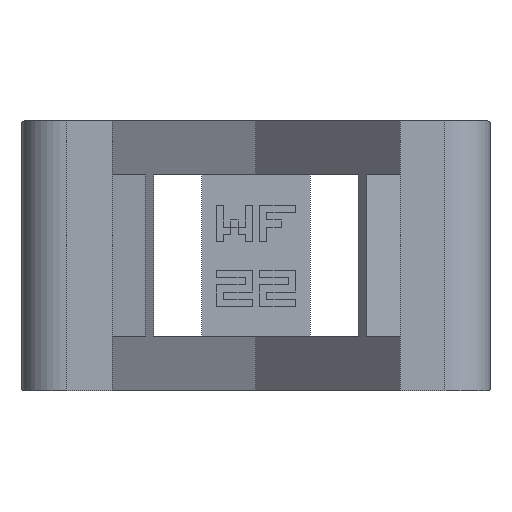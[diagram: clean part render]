
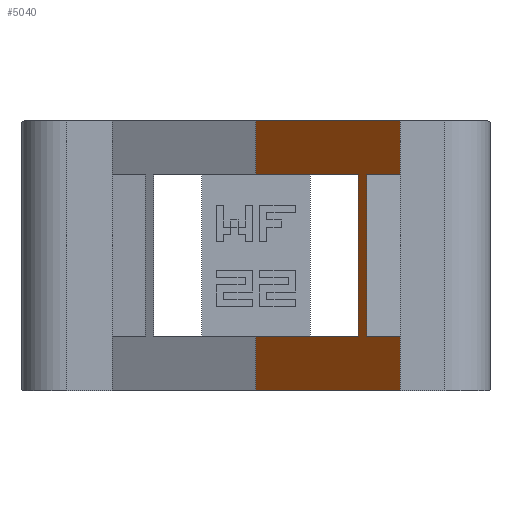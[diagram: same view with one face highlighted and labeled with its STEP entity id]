
A CAD part, left-side view. The second image highlights one B-rep face of the part: STEP entity #5040.
In plain terms, the highlighted planar face has unit normal (-0.164, 0.986, 0).
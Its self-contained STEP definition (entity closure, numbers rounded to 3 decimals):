
#361=FACE_OUTER_BOUND('',#645,.T.);
#645=EDGE_LOOP('',(#4392,#4393,#4394,#4395,#4396,#4397,#4398,#4399,#4400,
#4401,#4402,#4403));
#851=LINE('',#7070,#1509);
#881=LINE('',#7161,#1539);
#904=LINE('',#7219,#1562);
#916=LINE('',#7250,#1574);
#1293=LINE('',#8048,#1951);
#1296=LINE('',#8053,#1954);
#1299=LINE('',#8060,#1957);
#1300=LINE('',#8063,#1958);
#1301=LINE('',#8064,#1959);
#1302=LINE('',#8065,#1960);
#1303=LINE('',#8066,#1961);
#1304=LINE('',#8067,#1962);
#1509=VECTOR('',#5711,10.);
#1539=VECTOR('',#5777,10.);
#1562=VECTOR('',#5828,10.);
#1574=VECTOR('',#5858,10.);
#1951=VECTOR('',#6593,10.);
#1954=VECTOR('',#6598,10.);
#1957=VECTOR('',#6607,10.);
#1958=VECTOR('',#6610,10.);
#1959=VECTOR('',#6611,10.);
#1960=VECTOR('',#6612,10.);
#1961=VECTOR('',#6613,10.);
#1962=VECTOR('',#6614,10.);
#2114=VERTEX_POINT('',#7067);
#2115=VERTEX_POINT('',#7069);
#2145=VERTEX_POINT('',#7158);
#2146=VERTEX_POINT('',#7160);
#2166=VERTEX_POINT('',#7216);
#2167=VERTEX_POINT('',#7218);
#2176=VERTEX_POINT('',#7247);
#2177=VERTEX_POINT('',#7249);
#2419=VERTEX_POINT('',#8047);
#2420=VERTEX_POINT('',#8051);
#2421=VERTEX_POINT('',#8058);
#2422=VERTEX_POINT('',#8062);
#2619=EDGE_CURVE('',#2114,#2115,#851,.T.);
#2660=EDGE_CURVE('',#2146,#2145,#881,.T.);
#2690=EDGE_CURVE('',#2166,#2167,#904,.T.);
#2707=EDGE_CURVE('',#2177,#2176,#916,.T.);
#3103=EDGE_CURVE('',#2419,#2177,#1293,.T.);
#3106=EDGE_CURVE('',#2166,#2420,#1296,.T.);
#3109=EDGE_CURVE('',#2421,#2176,#1299,.T.);
#3110=EDGE_CURVE('',#2167,#2422,#1300,.T.);
#3111=EDGE_CURVE('',#2420,#2115,#1301,.T.);
#3112=EDGE_CURVE('',#2419,#2114,#1302,.T.);
#3113=EDGE_CURVE('',#2421,#2146,#1303,.T.);
#3114=EDGE_CURVE('',#2422,#2145,#1304,.T.);
#4392=ORIENTED_EDGE('',*,*,#3110,.F.);
#4393=ORIENTED_EDGE('',*,*,#2690,.F.);
#4394=ORIENTED_EDGE('',*,*,#3106,.T.);
#4395=ORIENTED_EDGE('',*,*,#3111,.T.);
#4396=ORIENTED_EDGE('',*,*,#2619,.F.);
#4397=ORIENTED_EDGE('',*,*,#3112,.F.);
#4398=ORIENTED_EDGE('',*,*,#3103,.T.);
#4399=ORIENTED_EDGE('',*,*,#2707,.T.);
#4400=ORIENTED_EDGE('',*,*,#3109,.F.);
#4401=ORIENTED_EDGE('',*,*,#3113,.T.);
#4402=ORIENTED_EDGE('',*,*,#2660,.T.);
#4403=ORIENTED_EDGE('',*,*,#3114,.F.);
#4773=PLANE('',#5367);
#5040=ADVANCED_FACE('',(#361),#4773,.T.);
#5367=AXIS2_PLACEMENT_3D('',#8061,#6608,#6609);
#5711=DIRECTION('',(0.986,0.164,0.));
#5777=DIRECTION('',(0.986,0.164,0.));
#5828=DIRECTION('',(0.,0.,1.));
#5858=DIRECTION('',(0.,0.,1.));
#6593=DIRECTION('',(0.986,0.164,0.));
#6598=DIRECTION('',(0.986,0.164,0.));
#6607=DIRECTION('',(0.986,0.164,0.));
#6608=DIRECTION('center_axis',(-0.164,0.986,0.));
#6609=DIRECTION('ref_axis',(0.,0.,1.));
#6610=DIRECTION('',(0.986,0.164,0.));
#6611=DIRECTION('',(0.,0.,-1.));
#6612=DIRECTION('',(0.,0.,-1.));
#6613=DIRECTION('',(0.,0.,1.));
#6614=DIRECTION('',(0.,0.,1.));
#7067=CARTESIAN_POINT('',(0.,-10.,-7.5));
#7069=CARTESIAN_POINT('',(60.,0.,-7.5));
#7070=CARTESIAN_POINT('',(0.,-10.,-7.5));
#7158=CARTESIAN_POINT('',(60.,0.,7.5));
#7160=CARTESIAN_POINT('',(0.,-10.,7.5));
#7161=CARTESIAN_POINT('',(0.,-10.,7.5));
#7216=CARTESIAN_POINT('',(25.969,-5.672,-4.5));
#7218=CARTESIAN_POINT('',(25.969,-5.672,4.5));
#7219=CARTESIAN_POINT('',(25.969,-5.672,0.));
#7247=CARTESIAN_POINT('',(23.01,-6.165,4.5));
#7249=CARTESIAN_POINT('',(23.01,-6.165,-4.5));
#7250=CARTESIAN_POINT('',(23.01,-6.165,0.));
#8047=CARTESIAN_POINT('',(0.,-10.,-4.5));
#8048=CARTESIAN_POINT('',(0.,-10.,-4.5));
#8051=CARTESIAN_POINT('',(60.,0.,-4.5));
#8053=CARTESIAN_POINT('',(0.,-10.,-4.5));
#8058=CARTESIAN_POINT('',(0.,-10.,4.5));
#8060=CARTESIAN_POINT('',(0.,-10.,4.5));
#8061=CARTESIAN_POINT('Origin',(0.,-10.,4.5));
#8062=CARTESIAN_POINT('',(60.,0.,4.5));
#8063=CARTESIAN_POINT('',(0.,-10.,4.5));
#8064=CARTESIAN_POINT('',(60.,0.,0.));
#8065=CARTESIAN_POINT('',(0.,-10.,0.));
#8066=CARTESIAN_POINT('',(0.,-10.,0.));
#8067=CARTESIAN_POINT('',(60.,0.,0.));
